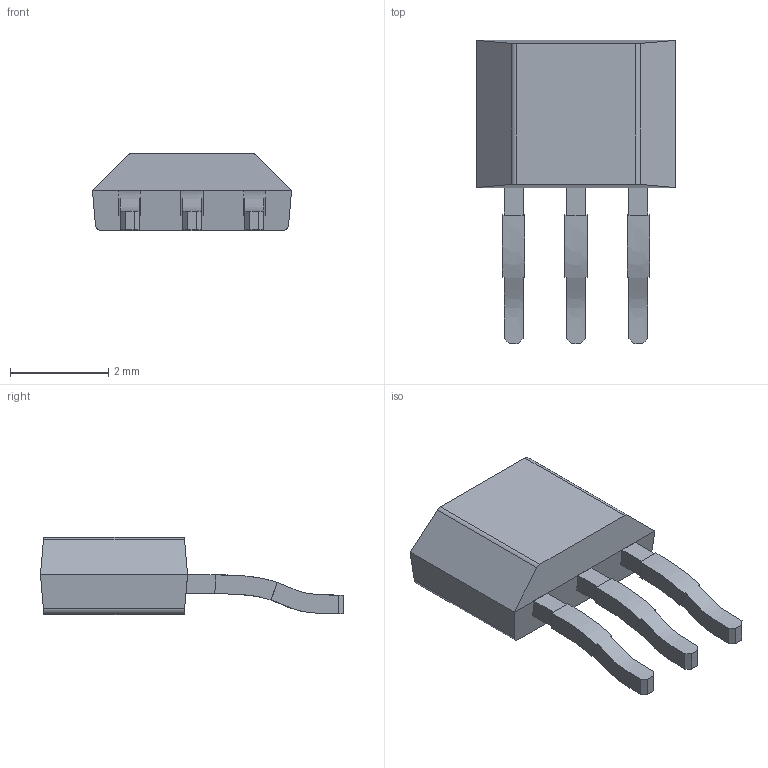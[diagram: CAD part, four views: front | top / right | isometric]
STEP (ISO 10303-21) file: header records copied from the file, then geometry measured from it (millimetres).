
FILE_DESCRIPTION(/* description */ (''),/* implementation_level */ '2;1');
FILE_NAME(/* name */ 'TO57CA~1',/* time_stamp */ '2022-02-13T16:38:22+01:00',/* author */ (''),/* organization */ (''),/* preprocessor_version */ 'ST-DEVELOPER v16.5',/* originating_system */ '',/* authorisation */ '');
FILE_SCHEMA (('AUTOMOTIVE_DESIGN'));
Length unit declared in the file: millimetre
Products named in the file (1): Document
Bounding box: 4.06 x 6.18 x 1.57 mm (x, y, z)
Volume: 18.3 mm3; surface area: 57.1 mm2
Topology: 4 solids, 4 shells, 68 faces, 164 edges, 104 vertices
Faces by surface type: bspline 40, plane 28
Entity records: 5203 total; most frequent: CARTESIAN_POINT 4052, ORIENTED_EDGE 328, EDGE_CURVE 164, B_SPLINE_CURVE_WITH_KNOTS 164, VERTEX_POINT 104, ADVANCED_FACE 68, FACE_OUTER_BOUND 68, EDGE_LOOP 68
